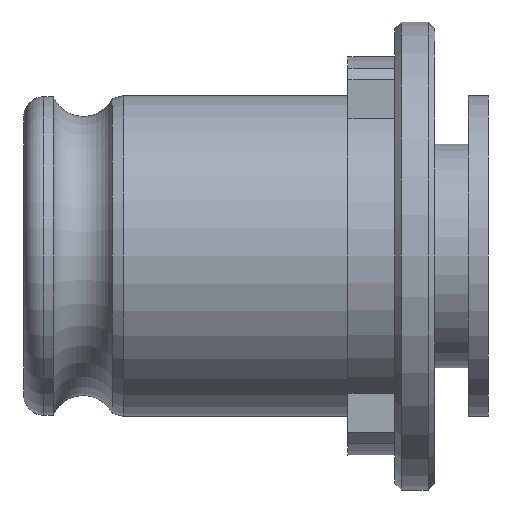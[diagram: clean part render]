
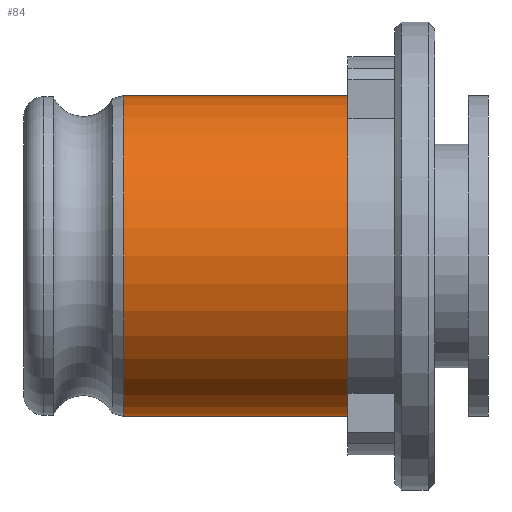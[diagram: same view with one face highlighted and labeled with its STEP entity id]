
A CAD part, front view. The second image highlights one B-rep face of the part: STEP entity #84.
In plain terms, the highlighted cylindrical face has radius 24 mm (diameter 48 mm), a full revolution.
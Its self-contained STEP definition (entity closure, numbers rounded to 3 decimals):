
#84 = ADVANCED_FACE( '', ( #200, #201 ), #202, .T. );
#200 = FACE_OUTER_BOUND( '', #359, .T. );
#201 = FACE_OUTER_BOUND( '', #360, .T. );
#202 = CYLINDRICAL_SURFACE( '', #361, 24. );
#359 = EDGE_LOOP( '', ( #553 ) );
#360 = EDGE_LOOP( '', ( #554, #555, #556, #557 ) );
#361 = AXIS2_PLACEMENT_3D( '', #558, #559, #560 );
#553 = ORIENTED_EDGE( '', *, *, #871, .F. );
#554 = ORIENTED_EDGE( '', *, *, #843, .T. );
#555 = ORIENTED_EDGE( '', *, *, #872, .T. );
#556 = ORIENTED_EDGE( '', *, *, #873, .T. );
#557 = ORIENTED_EDGE( '', *, *, #874, .T. );
#558 = CARTESIAN_POINT( '', ( -34.75, 0., 0. ) );
#559 = DIRECTION( '', ( 1., 0., 0. ) );
#560 = DIRECTION( '', ( 0., 0., 1. ) );
#843 = EDGE_CURVE( '', #977, #979, #981, .T. );
#871 = EDGE_CURVE( '', #1027, #1027, #1028, .T. );
#872 = EDGE_CURVE( '', #979, #1029, #1030, .T. );
#873 = EDGE_CURVE( '', #1029, #1031, #1032, .T. );
#874 = EDGE_CURVE( '', #1031, #977, #1033, .T. );
#977 = VERTEX_POINT( '', #1171 );
#979 = VERTEX_POINT( '', #1174 );
#981 = CIRCLE( '', #1177, 24. );
#1027 = VERTEX_POINT( '', #1236 );
#1028 = CIRCLE( '', #1237, 24. );
#1029 = VERTEX_POINT( '', #1238 );
#1030 = CIRCLE( '', #1239, 24. );
#1031 = VERTEX_POINT( '', #1240 );
#1032 = CIRCLE( '', #1241, 24. );
#1033 = CIRCLE( '', #1242, 24. );
#1171 = CARTESIAN_POINT( '', ( 13.75, -12., -20.785 ) );
#1174 = CARTESIAN_POINT( '', ( 13.75, -12., 20.785 ) );
#1177 = AXIS2_PLACEMENT_3D( '', #1450, #1451, #1452 );
#1236 = CARTESIAN_POINT( '', ( -19.778, 0., 24. ) );
#1237 = AXIS2_PLACEMENT_3D( '', #1490, #1491, #1492 );
#1238 = CARTESIAN_POINT( '', ( 13.75, 12., 20.785 ) );
#1239 = AXIS2_PLACEMENT_3D( '', #1493, #1494, #1495 );
#1240 = CARTESIAN_POINT( '', ( 13.75, 12., -20.785 ) );
#1241 = AXIS2_PLACEMENT_3D( '', #1496, #1497, #1498 );
#1242 = AXIS2_PLACEMENT_3D( '', #1499, #1500, #1501 );
#1450 = CARTESIAN_POINT( '', ( 13.75, 0., 0. ) );
#1451 = DIRECTION( '', ( -1., 0., 0. ) );
#1452 = DIRECTION( '', ( 0., 0., 1. ) );
#1490 = CARTESIAN_POINT( '', ( -19.778, 0., 0. ) );
#1491 = DIRECTION( '', ( -1., 0., 0. ) );
#1492 = DIRECTION( '', ( 0., 0., 1. ) );
#1493 = CARTESIAN_POINT( '', ( 13.75, 0., 0. ) );
#1494 = DIRECTION( '', ( -1., 0., 0. ) );
#1495 = DIRECTION( '', ( 0., 0., 1. ) );
#1496 = CARTESIAN_POINT( '', ( 13.75, 0., 0. ) );
#1497 = DIRECTION( '', ( -1., 0., 0. ) );
#1498 = DIRECTION( '', ( 0., 0., 1. ) );
#1499 = CARTESIAN_POINT( '', ( 13.75, 0., 0. ) );
#1500 = DIRECTION( '', ( -1., 0., 0. ) );
#1501 = DIRECTION( '', ( 0., 0., 1. ) );
